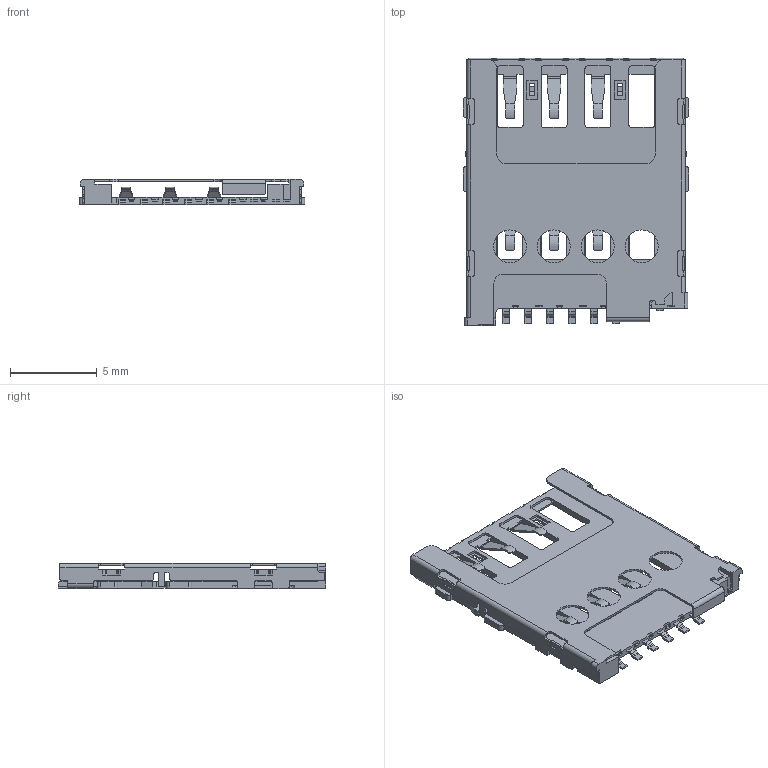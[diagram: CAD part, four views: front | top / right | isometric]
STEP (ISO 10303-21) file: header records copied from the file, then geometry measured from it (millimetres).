
FILE_DESCRIPTION(/* description */ ('STEP AP214'),/* implementation_level */ '2;1');
FILE_NAME(/* name */ 'MOLEX-786463001.stp',/* time_stamp */ '2022-03-30T15:28:45-05:00',/* author */ ('Dell'),/* organization */ ('CADENAS'),/* preprocessor_version */ 'ST-DEVELOPER v18.1',/* originating_system */ 'Autodesk Inventor 2021',/* authorisation */ ' ');
FILE_SCHEMA (('AUTOMOTIVE_DESIGN { 1 0 10303 214 3 1 1 }'));
Length unit declared in the file: metre
Products named in the file (1): 786463001
Bounding box: 13.05 x 15.45 x 1.45 mm (x, y, z)
Volume: 71.3 mm3; surface area: 653.3 mm2
Topology: 1 solids, 1 shells, 829 faces, 2481 edges, 1642 vertices
Faces by surface type: plane 575, cylinder 254
Full cylindrical faces by diameter (mm): 1.9 x4
Entity records: 28245 total; most frequent: CARTESIAN_POINT 5169, ORIENTED_EDGE 4962, DIRECTION 4622, EDGE_CURVE 2481, LINE 1952, VECTOR 1952, VERTEX_POINT 1642, AXIS2_PLACEMENT_3D 1335
